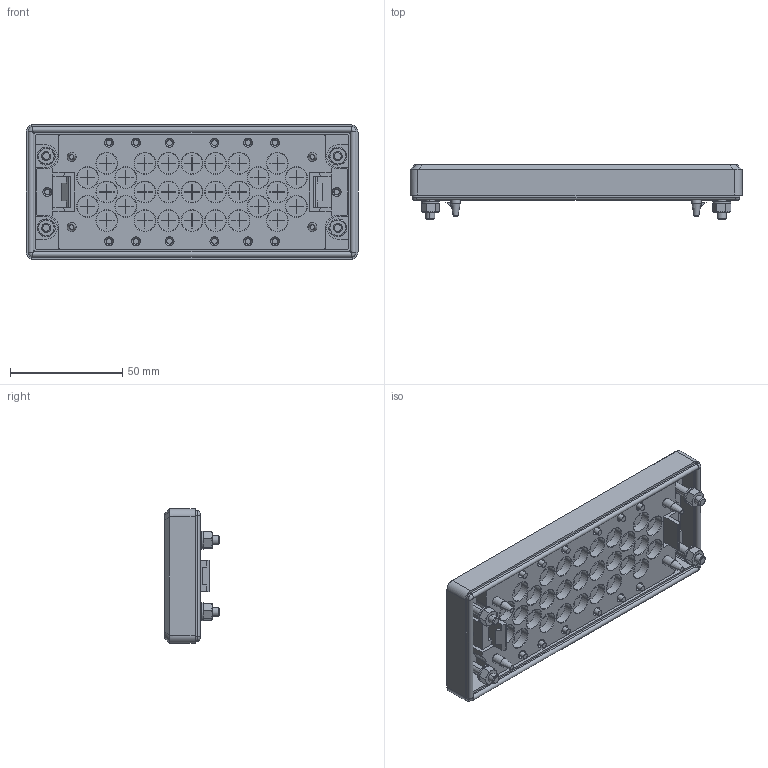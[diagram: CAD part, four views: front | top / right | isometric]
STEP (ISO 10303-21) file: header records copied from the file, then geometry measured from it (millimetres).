
FILE_DESCRIPTION (( 'STEP AP203' ), '1' );
FILE_NAME ('BRM29-1.step', '2022-05-16T15:47:56', ( '' ), ( '' ), 'SwSTEP 2.0', 'SolidWorks 2021', '' );
FILE_SCHEMA (( 'CONFIG_CONTROL_DESIGN' ));
Length unit declared in the file: millimetre
Products named in the file (1): BRM29-1
Bounding box: 148 x 24.2 x 60 mm (x, y, z)
Volume: 90700.6 mm3; surface area: 92298 mm2
Topology: 18 solids, 18 shells, 1649 faces, 4414 edges, 2820 vertices
Faces by surface type: cylinder 812, plane 505, cone 300, bspline 16, torus 16
Entity records: 52943 total; most frequent: CARTESIAN_POINT 9764, DIRECTION 9402, ORIENTED_EDGE 8788, EDGE_CURVE 4394, AXIS2_PLACEMENT_3D 3566, VERTEX_POINT 2820, VECTOR 2270, LINE 2270
